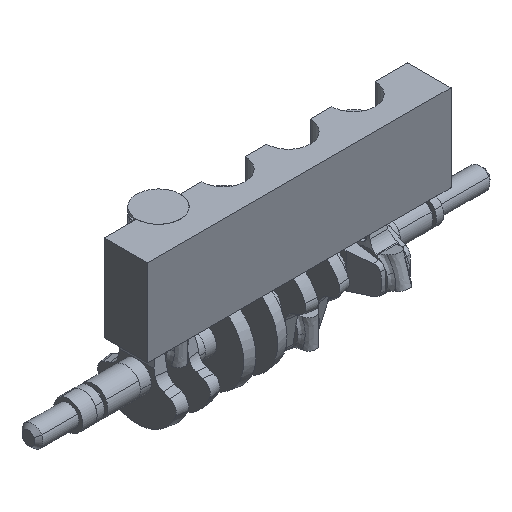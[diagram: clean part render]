
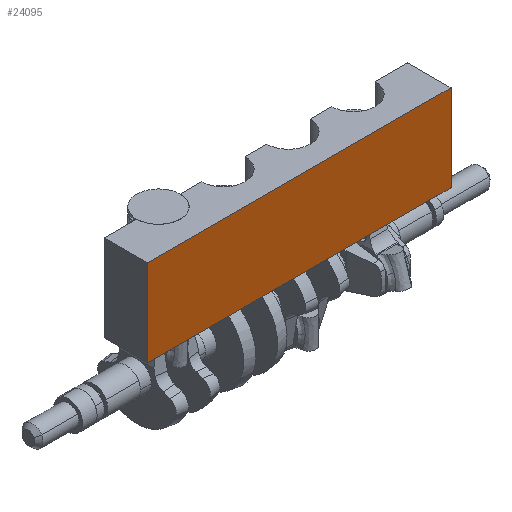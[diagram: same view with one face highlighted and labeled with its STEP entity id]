
A CAD part, isometric view. The second image highlights one B-rep face of the part: STEP entity #24095.
In plain terms, the highlighted free-form (B-spline) face has degree [1, 1] with [2, 2] control points.
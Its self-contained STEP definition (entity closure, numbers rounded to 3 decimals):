
#24073 = VERTEX_POINT('',#24074);
#24074 = CARTESIAN_POINT('',(268.391,-309.687,
    284.366));
#24079 = EDGE_CURVE('',#24073,#24080,#24082,.T.);
#24080 = VERTEX_POINT('',#24081);
#24081 = CARTESIAN_POINT('',(268.391,-309.687,
    131.));
#24082 = B_SPLINE_CURVE_WITH_KNOTS('',1,(#24083,#24084),.UNSPECIFIED.,
  .F.,.F.,(2,2),(-60.,60.),.PIECEWISE_BEZIER_KNOTS.);
#24083 = CARTESIAN_POINT('',(268.391,-309.687,
    284.366));
#24084 = CARTESIAN_POINT('',(268.391,-309.687,
    131.));
#24095 = ADVANCED_FACE('',(#24096),#24118,.T.);
#24096 = FACE_BOUND('',#24097,.T.);
#24097 = EDGE_LOOP('',(#24098,#24099,#24106,#24113));
#24098 = ORIENTED_EDGE('',*,*,#24079,.F.);
#24099 = ORIENTED_EDGE('',*,*,#24100,.T.);
#24100 = EDGE_CURVE('',#24073,#24101,#24103,.T.);
#24101 = VERTEX_POINT('',#24102);
#24102 = CARTESIAN_POINT('',(-268.391,-309.687,
    284.366));
#24103 = B_SPLINE_CURVE_WITH_KNOTS('',1,(#24104,#24105),.UNSPECIFIED.,
  .F.,.F.,(2,2),(-210.,210.),.PIECEWISE_BEZIER_KNOTS.);
#24104 = CARTESIAN_POINT('',(268.391,-309.687,
    284.366));
#24105 = CARTESIAN_POINT('',(-268.391,-309.687,
    284.366));
#24106 = ORIENTED_EDGE('',*,*,#24107,.T.);
#24107 = EDGE_CURVE('',#24101,#24108,#24110,.T.);
#24108 = VERTEX_POINT('',#24109);
#24109 = CARTESIAN_POINT('',(-268.391,-309.687,
    131.));
#24110 = B_SPLINE_CURVE_WITH_KNOTS('',1,(#24111,#24112),.UNSPECIFIED.,
  .F.,.F.,(2,2),(-60.,60.),.PIECEWISE_BEZIER_KNOTS.);
#24111 = CARTESIAN_POINT('',(-268.391,-309.687,
    284.366));
#24112 = CARTESIAN_POINT('',(-268.391,-309.687,
    131.));
#24113 = ORIENTED_EDGE('',*,*,#24114,.F.);
#24114 = EDGE_CURVE('',#24080,#24108,#24115,.T.);
#24115 = B_SPLINE_CURVE_WITH_KNOTS('',1,(#24116,#24117),.UNSPECIFIED.,
  .F.,.F.,(2,2),(-210.,210.),.PIECEWISE_BEZIER_KNOTS.);
#24116 = CARTESIAN_POINT('',(268.391,-309.687,
    131.));
#24117 = CARTESIAN_POINT('',(-268.391,-309.687,
    131.));
#24118 = B_SPLINE_SURFACE_WITH_KNOTS('',1,1,(
    (#24119,#24120)
    ,(#24121,#24122
    )),.UNSPECIFIED.,.F.,.F.,.F.,(2,2),(2,2),(0.,420.),(0.,120.),
  .PIECEWISE_BEZIER_KNOTS.);
#24119 = CARTESIAN_POINT('',(268.391,-309.687,
    284.366));
#24120 = CARTESIAN_POINT('',(268.391,-309.687,
    131.));
#24121 = CARTESIAN_POINT('',(-268.391,-309.687,
    284.366));
#24122 = CARTESIAN_POINT('',(-268.391,-309.687,
    131.));
